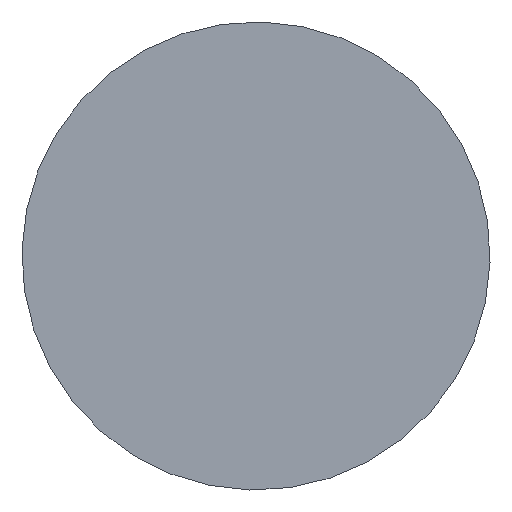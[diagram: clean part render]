
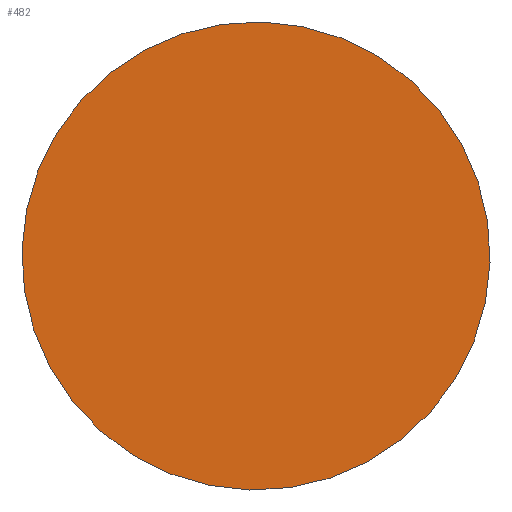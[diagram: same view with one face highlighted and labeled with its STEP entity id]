
A CAD part, front view. The second image highlights one B-rep face of the part: STEP entity #482.
In plain terms, the highlighted planar face has unit normal (0, -1, 0).
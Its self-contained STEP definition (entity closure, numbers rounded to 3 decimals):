
#89=FACE_OUTER_BOUND('',#121,.T.);
#121=EDGE_LOOP('',(#307,#308));
#162=CIRCLE('',#543,30.);
#163=CIRCLE('',#544,30.);
#194=VERTEX_POINT('',#757);
#195=VERTEX_POINT('',#758);
#238=EDGE_CURVE('',#194,#195,#162,.T.);
#239=EDGE_CURVE('',#195,#194,#163,.T.);
#307=ORIENTED_EDGE('',*,*,#238,.F.);
#308=ORIENTED_EDGE('',*,*,#239,.F.);
#438=PLANE('',#542);
#482=ADVANCED_FACE('',(#89),#438,.T.);
#542=AXIS2_PLACEMENT_3D('',#756,#618,#619);
#543=AXIS2_PLACEMENT_3D('',#759,#620,#621);
#544=AXIS2_PLACEMENT_3D('',#760,#622,#623);
#618=DIRECTION('center_axis',(0.,-1.,0.));
#619=DIRECTION('ref_axis',(0.316,0.,-0.949));
#620=DIRECTION('center_axis',(0.,1.,0.));
#621=DIRECTION('ref_axis',(-0.949,0.,-0.316));
#622=DIRECTION('center_axis',(0.,1.,0.));
#623=DIRECTION('ref_axis',(-0.949,0.,-0.316));
#756=CARTESIAN_POINT('Origin',(-14.23,-26.,-4.745));
#757=CARTESIAN_POINT('',(-28.459,-26.,-9.491));
#758=CARTESIAN_POINT('',(28.459,-26.,9.491));
#759=CARTESIAN_POINT('Origin',(0.,-26.,0.));
#760=CARTESIAN_POINT('Origin',(0.,-26.,0.));
